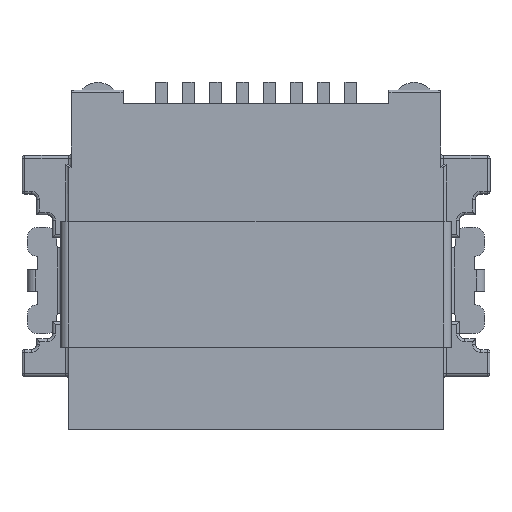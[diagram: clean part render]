
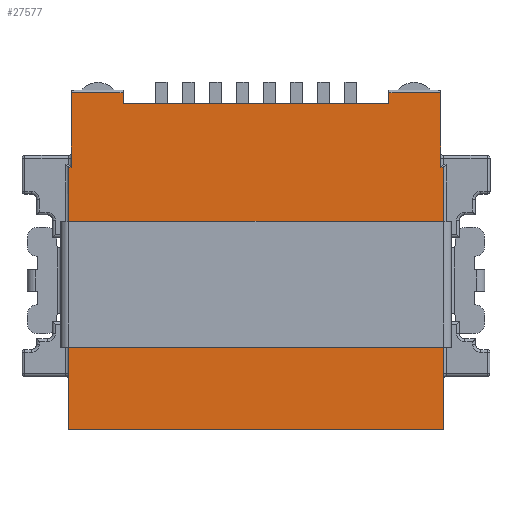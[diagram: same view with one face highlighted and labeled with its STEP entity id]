
A CAD part, top view. The second image highlights one B-rep face of the part: STEP entity #27577.
In plain terms, the highlighted planar face has unit normal (0, 0, 1).
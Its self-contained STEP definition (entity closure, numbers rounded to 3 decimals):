
#270 = VECTOR ( 'NONE', #29365, 1000. ) ;
#286 = ORIENTED_EDGE ( 'NONE', *, *, #17344, .F. ) ;
#573 = CARTESIAN_POINT ( 'NONE',  ( -5., 5.875, -0.2 ) ) ;
#676 = VERTEX_POINT ( 'NONE', #23476 ) ;
#1098 = VERTEX_POINT ( 'NONE', #27053 ) ;
#1355 = CARTESIAN_POINT ( 'NONE',  ( 6.95, 3.475, -0.2 ) ) ;
#1439 = ORIENTED_EDGE ( 'NONE', *, *, #8732, .F. ) ;
#2031 = LINE ( 'NONE', #29063, #17392 ) ;
#2068 = LINE ( 'NONE', #18989, #26532 ) ;
#2332 = CARTESIAN_POINT ( 'NONE',  ( 6.95, 6.275, -0.2 ) ) ;
#2643 = ORIENTED_EDGE ( 'NONE', *, *, #30816, .T. ) ;
#2989 = CARTESIAN_POINT ( 'NONE',  ( 5., 5.875, -0.2 ) ) ;
#3110 = FACE_OUTER_BOUND ( 'NONE', #11330, .T. ) ;
#3617 = LINE ( 'NONE', #1355, #10555 ) ;
#4847 = ORIENTED_EDGE ( 'NONE', *, *, #22413, .T. ) ;
#4914 = VERTEX_POINT ( 'NONE', #8602 ) ;
#4944 = CARTESIAN_POINT ( 'NONE',  ( 7.05, -6.375, -0.2 ) ) ;
#5258 = DIRECTION ( 'NONE',  ( -1., 0., 0. ) ) ;
#5441 = EDGE_CURVE ( 'NONE', #28564, #1098, #17719, .T. ) ;
#5954 = ORIENTED_EDGE ( 'NONE', *, *, #27811, .F. ) ;
#6010 = VERTEX_POINT ( 'NONE', #19384 ) ;
#6978 = ORIENTED_EDGE ( 'NONE', *, *, #19071, .F. ) ;
#7133 = VECTOR ( 'NONE', #15928, 1000. ) ;
#7478 = DIRECTION ( 'NONE',  ( -1., 0., 0. ) ) ;
#7992 = CARTESIAN_POINT ( 'NONE',  ( 5., 5.875, -0.2 ) ) ;
#8036 = VERTEX_POINT ( 'NONE', #31032 ) ;
#8364 = ORIENTED_EDGE ( 'NONE', *, *, #19003, .F. ) ;
#8602 = CARTESIAN_POINT ( 'NONE',  ( 7.05, 3.475, -0.2 ) ) ;
#8732 = EDGE_CURVE ( 'NONE', #23686, #676, #12588, .T. ) ;
#10186 = CARTESIAN_POINT ( 'NONE',  ( -7.05, 3.475, -0.2 ) ) ;
#10222 = VECTOR ( 'NONE', #13414, 1000. ) ;
#10254 = VERTEX_POINT ( 'NONE', #17268 ) ;
#10382 = LINE ( 'NONE', #30071, #10222 ) ;
#10410 = LINE ( 'NONE', #4944, #14587 ) ;
#10555 = VECTOR ( 'NONE', #13201, 1000. ) ;
#11252 = DIRECTION ( 'NONE',  ( 0., 0., -1. ) ) ;
#11330 = EDGE_LOOP ( 'NONE', ( #4847, #15389, #18731, #2643, #29836, #21472, #1439, #22559, #286, #8364, #6978, #5954 ) ) ;
#11372 = VERTEX_POINT ( 'NONE', #22880 ) ;
#11988 = CARTESIAN_POINT ( 'NONE',  ( -6.95, 6.275, -0.2 ) ) ;
#12588 = LINE ( 'NONE', #10186, #24395 ) ;
#12722 = LINE ( 'NONE', #22193, #24884 ) ;
#13201 = DIRECTION ( 'NONE',  ( 1., 0., 0. ) ) ;
#13414 = DIRECTION ( 'NONE',  ( 0., 1., 0. ) ) ;
#13933 = CARTESIAN_POINT ( 'NONE',  ( -5., 5.875, -0.2 ) ) ;
#14017 = LINE ( 'NONE', #21051, #7133 ) ;
#14307 = VERTEX_POINT ( 'NONE', #13933 ) ;
#14414 = EDGE_CURVE ( 'NONE', #676, #14624, #10382, .T. ) ;
#14587 = VECTOR ( 'NONE', #5258, 1000. ) ;
#14624 = VERTEX_POINT ( 'NONE', #11988 ) ;
#14781 = EDGE_CURVE ( 'NONE', #14307, #28564, #14017, .T. ) ;
#15389 = ORIENTED_EDGE ( 'NONE', *, *, #5441, .F. ) ;
#15928 = DIRECTION ( 'NONE',  ( 1., 0., 0. ) ) ;
#16540 = VECTOR ( 'NONE', #21473, 1000. ) ;
#16877 = DIRECTION ( 'NONE',  ( -1., 0., 0. ) ) ;
#17268 = CARTESIAN_POINT ( 'NONE',  ( -7.05, -6.375, -0.2 ) ) ;
#17344 = EDGE_CURVE ( 'NONE', #8036, #10254, #10410, .T. ) ;
#17392 = VECTOR ( 'NONE', #16877, 1000. ) ;
#17719 = LINE ( 'NONE', #7992, #30279 ) ;
#18087 = EDGE_CURVE ( 'NONE', #10254, #23686, #22309, .T. ) ;
#18176 = VERTEX_POINT ( 'NONE', #2332 ) ;
#18731 = ORIENTED_EDGE ( 'NONE', *, *, #14781, .F. ) ;
#18732 = LINE ( 'NONE', #23880, #16540 ) ;
#18989 = CARTESIAN_POINT ( 'NONE',  ( 0., 6.275, -0.2 ) ) ;
#19003 = EDGE_CURVE ( 'NONE', #4914, #8036, #12722, .T. ) ;
#19071 = EDGE_CURVE ( 'NONE', #11372, #4914, #3617, .T. ) ;
#19384 = CARTESIAN_POINT ( 'NONE',  ( -5., 6.275, -0.2 ) ) ;
#20101 = DIRECTION ( 'NONE',  ( 0., 1., 0. ) ) ;
#20515 = CARTESIAN_POINT ( 'NONE',  ( 0., 0., -0.2 ) ) ;
#20589 = VECTOR ( 'NONE', #20101, 1000. ) ;
#21051 = CARTESIAN_POINT ( 'NONE',  ( -5., 5.875, -0.2 ) ) ;
#21194 = EDGE_CURVE ( 'NONE', #6010, #14624, #2068, .T. ) ;
#21472 = ORIENTED_EDGE ( 'NONE', *, *, #14414, .F. ) ;
#21473 = DIRECTION ( 'NONE',  ( 0., -1., 0. ) ) ;
#22193 = CARTESIAN_POINT ( 'NONE',  ( 7.05, 3.475, -0.2 ) ) ;
#22309 = LINE ( 'NONE', #31573, #270 ) ;
#22413 = EDGE_CURVE ( 'NONE', #18176, #1098, #2031, .T. ) ;
#22521 = LINE ( 'NONE', #573, #20589 ) ;
#22559 = ORIENTED_EDGE ( 'NONE', *, *, #18087, .F. ) ;
#22617 = PLANE ( 'NONE',  #30315 ) ;
#22880 = CARTESIAN_POINT ( 'NONE',  ( 6.95, 3.475, -0.2 ) ) ;
#23091 = DIRECTION ( 'NONE',  ( -1., 0., 0. ) ) ;
#23476 = CARTESIAN_POINT ( 'NONE',  ( -6.95, 3.475, -0.2 ) ) ;
#23686 = VERTEX_POINT ( 'NONE', #30576 ) ;
#23880 = CARTESIAN_POINT ( 'NONE',  ( 6.95, 6.375, -0.2 ) ) ;
#24395 = VECTOR ( 'NONE', #29731, 1000. ) ;
#24884 = VECTOR ( 'NONE', #30018, 1000. ) ;
#26532 = VECTOR ( 'NONE', #7478, 1000. ) ;
#27053 = CARTESIAN_POINT ( 'NONE',  ( 5., 6.275, -0.2 ) ) ;
#27490 = DIRECTION ( 'NONE',  ( 0., 1., 0. ) ) ;
#27577 = ADVANCED_FACE ( 'NONE', ( #3110 ), #22617, .F. ) ;
#27811 = EDGE_CURVE ( 'NONE', #18176, #11372, #18732, .T. ) ;
#28564 = VERTEX_POINT ( 'NONE', #2989 ) ;
#29063 = CARTESIAN_POINT ( 'NONE',  ( 0., 6.275, -0.2 ) ) ;
#29365 = DIRECTION ( 'NONE',  ( 0., 1., 0. ) ) ;
#29731 = DIRECTION ( 'NONE',  ( 1., 0., 0. ) ) ;
#29836 = ORIENTED_EDGE ( 'NONE', *, *, #21194, .T. ) ;
#30018 = DIRECTION ( 'NONE',  ( 0., -1., 0. ) ) ;
#30071 = CARTESIAN_POINT ( 'NONE',  ( -6.95, 3.475, -0.2 ) ) ;
#30279 = VECTOR ( 'NONE', #27490, 1000. ) ;
#30315 = AXIS2_PLACEMENT_3D ( 'NONE', #20515, #11252, #23091 ) ;
#30576 = CARTESIAN_POINT ( 'NONE',  ( -7.05, 3.475, -0.2 ) ) ;
#30816 = EDGE_CURVE ( 'NONE', #14307, #6010, #22521, .T. ) ;
#31032 = CARTESIAN_POINT ( 'NONE',  ( 7.05, -6.375, -0.2 ) ) ;
#31573 = CARTESIAN_POINT ( 'NONE',  ( -7.05, -6.375, -0.2 ) ) ;
